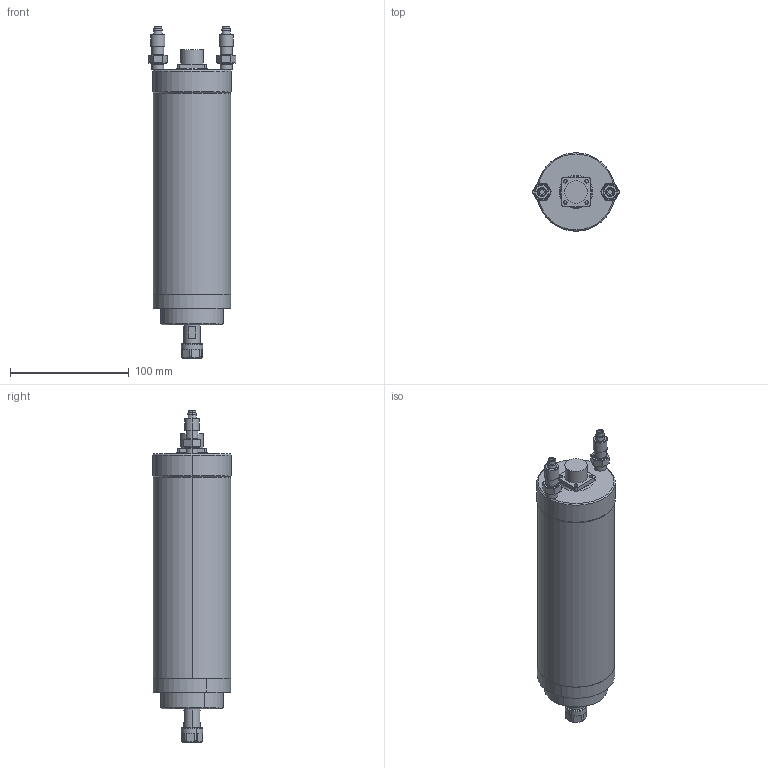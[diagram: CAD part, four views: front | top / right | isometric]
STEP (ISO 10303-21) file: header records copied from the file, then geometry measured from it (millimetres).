
FILE_DESCRIPTION (( 'STEP AP214' ), '1' );
FILE_NAME ('GDZ18軞蚾.STEP', '2021-04-30T00:58:32', ( '萇齟' ), ( '' ), 'SwSTEP 2.0', 'SolidWorks 2018', '' );
FILE_SCHEMA (( 'AUTOMOTIVE_DESIGN' ));
Length unit declared in the file: millimetre
Products named in the file (10): GDZ18儂褲; ER11粟俶芠標; GDZ18阨郲; GDZ18粣創釱; GDZ18粣芛; GDZ18滅鳥欶; 堤盄釱脣芛18x18M20; GDZ18堤盄釱; ER11蹟簽; GDZ18軞蚾
Assembly tree (10 placements, depth 2):
  GDZ18軞蚾
    GDZ18儂褲
    ER11粟俶芠標
    ER11蹟簽
    GDZ18堤盄釱
    GDZ18滅鳥欶
    GDZ18阨郲  x2
    GDZ18粣創釱
    GDZ18粣芛
    堤盄釱脣芛18x18M20
Bounding box: 73.67 x 66 x 279.5 mm (x, y, z)
Volume: 715053.3 mm3; surface area: 77944.7 mm2
Topology: 10 solids, 10 shells, 197 faces, 414 edges, 254 vertices
Faces by surface type: plane 93, cylinder 56, cone 40, torus 8
Entity records: 4608 total; most frequent: CARTESIAN_POINT 845, DIRECTION 784, ORIENTED_EDGE 628, AXIS2_PLACEMENT_3D 315, EDGE_CURVE 314, VERTEX_POINT 196, EDGE_LOOP 174, VECTOR 154
